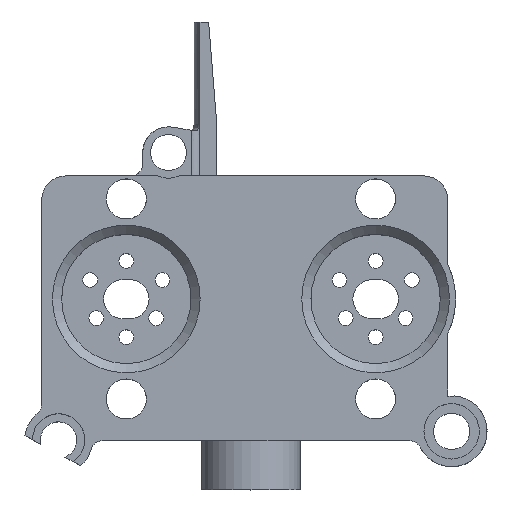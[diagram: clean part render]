
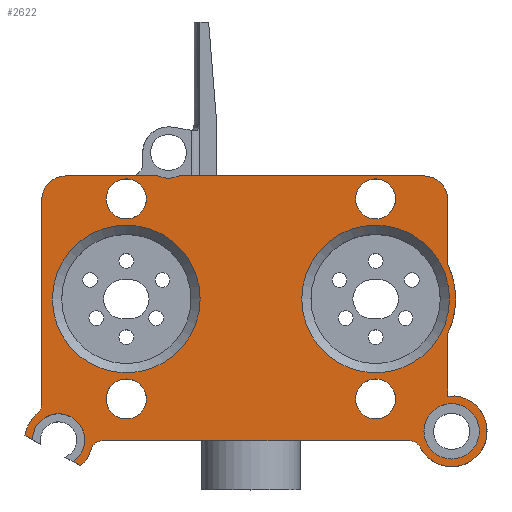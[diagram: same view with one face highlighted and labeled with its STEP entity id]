
A CAD part, top view. The second image highlights one B-rep face of the part: STEP entity #2622.
In plain terms, the highlighted planar face has unit normal (0, 0, 1).
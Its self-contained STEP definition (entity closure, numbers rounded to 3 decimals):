
#32=FACE_BOUND('',#708,.T.);
#33=FACE_BOUND('',#709,.T.);
#34=FACE_BOUND('',#710,.T.);
#35=FACE_BOUND('',#711,.T.);
#36=FACE_BOUND('',#712,.T.);
#37=FACE_BOUND('',#713,.T.);
#38=FACE_BOUND('',#714,.T.);
#70=PLANE('',#2883);
#124=LINE('',#4236,#283);
#151=LINE('',#4499,#310);
#159=LINE('',#4522,#318);
#173=LINE('',#4638,#332);
#214=LINE('',#4869,#373);
#215=LINE('',#4872,#374);
#216=LINE('',#4875,#375);
#217=LINE('',#4879,#376);
#283=VECTOR('',#3151,10.);
#310=VECTOR('',#3242,10.);
#318=VECTOR('',#3258,10.);
#332=VECTOR('',#3312,10.);
#373=VECTOR('',#3493,10.);
#374=VECTOR('',#3496,10.);
#375=VECTOR('',#3499,10.);
#376=VECTOR('',#3504,10.);
#558=FACE_OUTER_BOUND('',#707,.T.);
#707=EDGE_LOOP('',(#2147,#2148,#2149,#2150,#2151,#2152,#2153,#2154,#2155,
#2156,#2157,#2158,#2159,#2160,#2161,#2162,#2163,#2164,#2165));
#708=EDGE_LOOP('',(#2166));
#709=EDGE_LOOP('',(#2167));
#710=EDGE_LOOP('',(#2168));
#711=EDGE_LOOP('',(#2169));
#712=EDGE_LOOP('',(#2170));
#713=EDGE_LOOP('',(#2171));
#714=EDGE_LOOP('',(#2172));
#819=CIRCLE('',#2727,13.);
#863=CIRCLE('',#2790,2.);
#865=CIRCLE('',#2794,2.);
#870=CIRCLE('',#2801,2.);
#871=CIRCLE('',#2803,5.5);
#909=CIRCLE('',#2881,12.);
#911=CIRCLE('',#2884,4.);
#912=CIRCLE('',#2885,5.5);
#913=CIRCLE('',#2886,4.25);
#914=CIRCLE('',#2887,5.75);
#915=CIRCLE('',#2888,4.);
#916=CIRCLE('',#2889,4.175);
#917=CIRCLE('',#2890,12.);
#918=CIRCLE('',#2891,4.5);
#919=CIRCLE('',#2892,3.25);
#920=CIRCLE('',#2893,3.25);
#921=CIRCLE('',#2894,3.25);
#922=CIRCLE('',#2895,3.25);
#1081=VERTEX_POINT('',#3992);
#1082=VERTEX_POINT('',#3994);
#1127=VERTEX_POINT('',#4233);
#1128=VERTEX_POINT('',#4235);
#1179=VERTEX_POINT('',#4492);
#1180=VERTEX_POINT('',#4493);
#1181=VERTEX_POINT('',#4498);
#1187=VERTEX_POINT('',#4515);
#1188=VERTEX_POINT('',#4517);
#1189=VERTEX_POINT('',#4521);
#1195=VERTEX_POINT('',#4541);
#1196=VERTEX_POINT('',#4546);
#1213=VERTEX_POINT('',#4636);
#1252=VERTEX_POINT('',#4858);
#1254=VERTEX_POINT('',#4864);
#1255=VERTEX_POINT('',#4866);
#1256=VERTEX_POINT('',#4868);
#1257=VERTEX_POINT('',#4870);
#1258=VERTEX_POINT('',#4873);
#1259=VERTEX_POINT('',#4877);
#1260=VERTEX_POINT('',#4880);
#1261=VERTEX_POINT('',#4882);
#1262=VERTEX_POINT('',#4884);
#1263=VERTEX_POINT('',#4886);
#1264=VERTEX_POINT('',#4888);
#1265=VERTEX_POINT('',#4890);
#1351=EDGE_CURVE('',#1082,#1081,#819,.T.);
#1406=EDGE_CURVE('',#1128,#1127,#124,.T.);
#1466=EDGE_CURVE('',#1179,#1180,#863,.T.);
#1469=EDGE_CURVE('',#1181,#1180,#151,.T.);
#1478=EDGE_CURVE('',#1187,#1188,#865,.T.);
#1480=EDGE_CURVE('',#1188,#1189,#159,.T.);
#1488=EDGE_CURVE('',#1189,#1195,#870,.T.);
#1491=EDGE_CURVE('',#1196,#1195,#871,.T.);
#1514=EDGE_CURVE('',#1213,#1081,#173,.T.);
#1594=EDGE_CURVE('',#1252,#1252,#909,.T.);
#1597=EDGE_CURVE('',#1181,#1254,#911,.T.);
#1598=EDGE_CURVE('',#1179,#1255,#912,.T.);
#1599=EDGE_CURVE('',#1255,#1256,#214,.T.);
#1600=EDGE_CURVE('',#1256,#1257,#913,.T.);
#1601=EDGE_CURVE('',#1257,#1196,#215,.T.);
#1602=EDGE_CURVE('',#1187,#1258,#914,.T.);
#1603=EDGE_CURVE('',#1082,#1258,#216,.T.);
#1604=EDGE_CURVE('',#1128,#1213,#915,.T.);
#1605=EDGE_CURVE('',#1127,#1259,#916,.T.);
#1606=EDGE_CURVE('',#1259,#1254,#217,.T.);
#1607=EDGE_CURVE('',#1260,#1260,#917,.T.);
#1608=EDGE_CURVE('',#1261,#1261,#918,.T.);
#1609=EDGE_CURVE('',#1262,#1262,#919,.T.);
#1610=EDGE_CURVE('',#1263,#1263,#920,.T.);
#1611=EDGE_CURVE('',#1264,#1264,#921,.T.);
#1612=EDGE_CURVE('',#1265,#1265,#922,.T.);
#2147=ORIENTED_EDGE('',*,*,#1597,.F.);
#2148=ORIENTED_EDGE('',*,*,#1469,.T.);
#2149=ORIENTED_EDGE('',*,*,#1466,.F.);
#2150=ORIENTED_EDGE('',*,*,#1598,.T.);
#2151=ORIENTED_EDGE('',*,*,#1599,.T.);
#2152=ORIENTED_EDGE('',*,*,#1600,.T.);
#2153=ORIENTED_EDGE('',*,*,#1601,.T.);
#2154=ORIENTED_EDGE('',*,*,#1491,.T.);
#2155=ORIENTED_EDGE('',*,*,#1488,.F.);
#2156=ORIENTED_EDGE('',*,*,#1480,.F.);
#2157=ORIENTED_EDGE('',*,*,#1478,.F.);
#2158=ORIENTED_EDGE('',*,*,#1602,.T.);
#2159=ORIENTED_EDGE('',*,*,#1603,.F.);
#2160=ORIENTED_EDGE('',*,*,#1351,.T.);
#2161=ORIENTED_EDGE('',*,*,#1514,.F.);
#2162=ORIENTED_EDGE('',*,*,#1604,.F.);
#2163=ORIENTED_EDGE('',*,*,#1406,.T.);
#2164=ORIENTED_EDGE('',*,*,#1605,.T.);
#2165=ORIENTED_EDGE('',*,*,#1606,.T.);
#2166=ORIENTED_EDGE('',*,*,#1607,.F.);
#2167=ORIENTED_EDGE('',*,*,#1608,.T.);
#2168=ORIENTED_EDGE('',*,*,#1609,.T.);
#2169=ORIENTED_EDGE('',*,*,#1610,.T.);
#2170=ORIENTED_EDGE('',*,*,#1611,.T.);
#2171=ORIENTED_EDGE('',*,*,#1612,.T.);
#2172=ORIENTED_EDGE('',*,*,#1594,.F.);
#2622=ADVANCED_FACE('',(#558,#32,#33,#34,#35,#36,#37,#38),#70,.T.);
#2727=AXIS2_PLACEMENT_3D('',#3995,#3070,#3071);
#2790=AXIS2_PLACEMENT_3D('',#4494,#3236,#3237);
#2794=AXIS2_PLACEMENT_3D('',#4518,#3253,#3254);
#2801=AXIS2_PLACEMENT_3D('',#4542,#3271,#3272);
#2803=AXIS2_PLACEMENT_3D('',#4547,#3277,#3278);
#2881=AXIS2_PLACEMENT_3D('',#4859,#3482,#3483);
#2883=AXIS2_PLACEMENT_3D('',#4863,#3487,#3488);
#2884=AXIS2_PLACEMENT_3D('',#4865,#3489,#3490);
#2885=AXIS2_PLACEMENT_3D('',#4867,#3491,#3492);
#2886=AXIS2_PLACEMENT_3D('',#4871,#3494,#3495);
#2887=AXIS2_PLACEMENT_3D('',#4874,#3497,#3498);
#2888=AXIS2_PLACEMENT_3D('',#4876,#3500,#3501);
#2889=AXIS2_PLACEMENT_3D('',#4878,#3502,#3503);
#2890=AXIS2_PLACEMENT_3D('',#4881,#3505,#3506);
#2891=AXIS2_PLACEMENT_3D('',#4883,#3507,#3508);
#2892=AXIS2_PLACEMENT_3D('',#4885,#3509,#3510);
#2893=AXIS2_PLACEMENT_3D('',#4887,#3511,#3512);
#2894=AXIS2_PLACEMENT_3D('',#4889,#3513,#3514);
#2895=AXIS2_PLACEMENT_3D('',#4891,#3515,#3516);
#3070=DIRECTION('center_axis',(0.,0.,1.));
#3071=DIRECTION('ref_axis',(1.,0.,0.));
#3151=DIRECTION('',(-1.,0.,0.));
#3236=DIRECTION('center_axis',(0.,0.,1.));
#3237=DIRECTION('ref_axis',(0.904,-0.428,0.));
#3242=DIRECTION('',(0.,-1.,0.));
#3253=DIRECTION('center_axis',(0.,0.,1.));
#3254=DIRECTION('ref_axis',(0.524,0.852,0.));
#3258=DIRECTION('',(-1.,0.,0.));
#3271=DIRECTION('center_axis',(0.,0.,1.));
#3272=DIRECTION('ref_axis',(-0.6,0.8,0.));
#3277=DIRECTION('center_axis',(0.,0.,1.));
#3278=DIRECTION('ref_axis',(1.,0.,0.));
#3312=DIRECTION('',(0.,-1.,0.));
#3482=DIRECTION('center_axis',(0.,0.,1.));
#3483=DIRECTION('ref_axis',(1.,0.,0.));
#3487=DIRECTION('center_axis',(0.,0.,1.));
#3488=DIRECTION('ref_axis',(1.,0.,0.));
#3489=DIRECTION('center_axis',(0.,0.,-1.));
#3490=DIRECTION('ref_axis',(-0.707,0.707,0.));
#3491=DIRECTION('center_axis',(0.,0.,1.));
#3492=DIRECTION('ref_axis',(1.,0.,0.));
#3493=DIRECTION('',(0.881,-0.474,0.));
#3494=DIRECTION('center_axis',(0.,0.,-1.));
#3495=DIRECTION('ref_axis',(1.,0.,0.));
#3496=DIRECTION('',(0.881,-0.474,0.));
#3497=DIRECTION('center_axis',(0.,0.,1.));
#3498=DIRECTION('ref_axis',(1.,0.,0.));
#3499=DIRECTION('',(0.,-1.,0.));
#3500=DIRECTION('center_axis',(0.,0.,-1.));
#3501=DIRECTION('ref_axis',(0.707,0.707,0.));
#3502=DIRECTION('center_axis',(0.,0.,-1.));
#3503=DIRECTION('ref_axis',(1.,0.,0.));
#3504=DIRECTION('',(-1.,0.,0.));
#3505=DIRECTION('center_axis',(0.,0.,1.));
#3506=DIRECTION('ref_axis',(1.,0.,0.));
#3507=DIRECTION('center_axis',(0.,0.,-1.));
#3508=DIRECTION('ref_axis',(1.,0.,0.));
#3509=DIRECTION('center_axis',(0.,0.,-1.));
#3510=DIRECTION('ref_axis',(1.,0.,0.));
#3511=DIRECTION('center_axis',(0.,0.,-1.));
#3512=DIRECTION('ref_axis',(1.,0.,0.));
#3513=DIRECTION('center_axis',(0.,0.,-1.));
#3514=DIRECTION('ref_axis',(1.,0.,0.));
#3515=DIRECTION('center_axis',(0.,0.,-1.));
#3516=DIRECTION('ref_axis',(1.,0.,0.));
#3992=CARTESIAN_POINT('',(32.,5.562,0.));
#3994=CARTESIAN_POINT('',(32.,-5.562,0.));
#3995=CARTESIAN_POINT('Origin',(20.25,0.,0.));
#4233=CARTESIAN_POINT('',(-11.671,20.,0.));
#4235=CARTESIAN_POINT('',(28.,20.,0.));
#4236=CARTESIAN_POINT('',(-3.895,20.,0.));
#4492=CARTESIAN_POINT('',(-34.733,-18.644,0.));
#4493=CARTESIAN_POINT('',(-34.,-17.096,0.));
#4494=CARTESIAN_POINT('Origin',(-36.,-17.096,0.));
#4498=CARTESIAN_POINT('',(-34.,16.,0.));
#4499=CARTESIAN_POINT('',(-34.,-17.664,0.));
#4515=CARTESIAN_POINT('',(27.47,-24.097,0.));
#4517=CARTESIAN_POINT('',(25.685,-23.,0.));
#4518=CARTESIAN_POINT('Origin',(25.685,-25.,0.));
#4521=CARTESIAN_POINT('',(-24.05,-23.,0.));
#4522=CARTESIAN_POINT('',(27.83,-23.,0.));
#4541=CARTESIAN_POINT('',(-25.97,-24.44,0.));
#4542=CARTESIAN_POINT('Origin',(-24.05,-25.,0.));
#4546=CARTESIAN_POINT('',(-27.671,-27.076,0.));
#4547=CARTESIAN_POINT('Origin',(-31.25,-22.9,0.));
#4636=CARTESIAN_POINT('',(32.,16.,0.));
#4638=CARTESIAN_POINT('',(32.,20.,0.));
#4858=CARTESIAN_POINT('',(8.25,0.,0.));
#4859=CARTESIAN_POINT('Origin',(20.25,0.,0.));
#4863=CARTESIAN_POINT('Origin',(0.821,0.363,0.));
#4864=CARTESIAN_POINT('',(-30.,20.,0.));
#4865=CARTESIAN_POINT('Origin',(-30.,16.,0.));
#4866=CARTESIAN_POINT('',(-36.707,-22.216,0.));
#4867=CARTESIAN_POINT('Origin',(-31.25,-22.9,0.));
#4868=CARTESIAN_POINT('',(-35.5,-22.866,0.));
#4869=CARTESIAN_POINT('',(-36.707,-22.216,0.));
#4870=CARTESIAN_POINT('',(-28.879,-26.427,0.));
#4871=CARTESIAN_POINT('Origin',(-31.25,-22.9,0.));
#4872=CARTESIAN_POINT('',(-36.707,-22.216,0.));
#4873=CARTESIAN_POINT('',(32.,-15.781,0.));
#4874=CARTESIAN_POINT('Origin',(32.6,-21.5,0.));
#4875=CARTESIAN_POINT('',(32.,20.,0.));
#4876=CARTESIAN_POINT('Origin',(28.,16.,0.));
#4877=CARTESIAN_POINT('',(-15.129,20.,0.));
#4878=CARTESIAN_POINT('Origin',(-13.4,23.8,0.));
#4879=CARTESIAN_POINT('',(-7.154,20.,0.));
#4880=CARTESIAN_POINT('',(-32.25,0.,0.));
#4881=CARTESIAN_POINT('Origin',(-20.25,0.,0.));
#4882=CARTESIAN_POINT('',(28.1,-21.5,0.));
#4883=CARTESIAN_POINT('Origin',(32.6,-21.5,0.));
#4884=CARTESIAN_POINT('',(17.,16.25,0.));
#4885=CARTESIAN_POINT('Origin',(20.25,16.25,0.));
#4886=CARTESIAN_POINT('',(-23.5,16.25,0.));
#4887=CARTESIAN_POINT('Origin',(-20.25,16.25,0.));
#4888=CARTESIAN_POINT('',(17.,-16.25,0.));
#4889=CARTESIAN_POINT('Origin',(20.25,-16.25,0.));
#4890=CARTESIAN_POINT('',(-23.5,-16.25,0.));
#4891=CARTESIAN_POINT('Origin',(-20.25,-16.25,0.));
